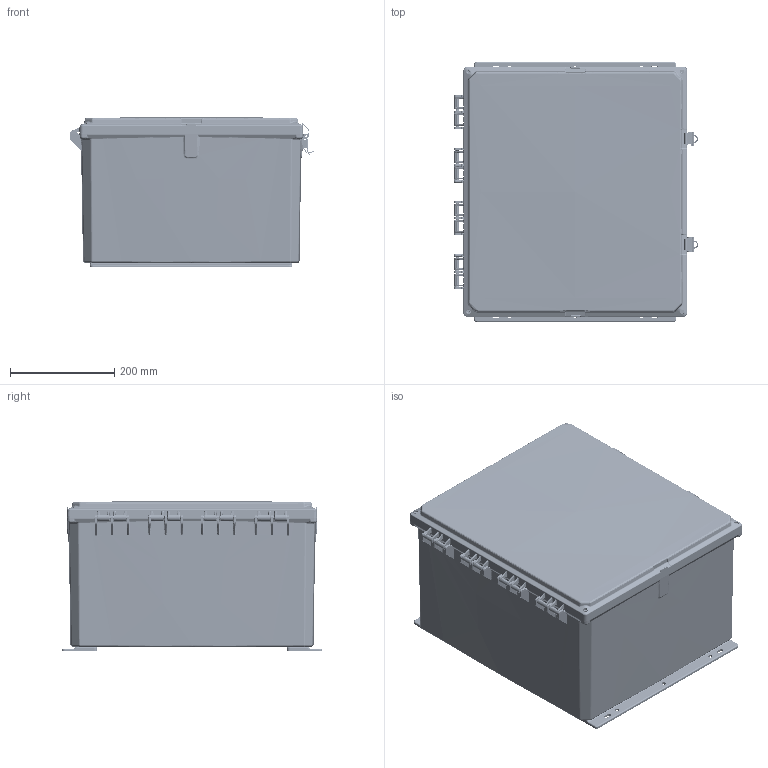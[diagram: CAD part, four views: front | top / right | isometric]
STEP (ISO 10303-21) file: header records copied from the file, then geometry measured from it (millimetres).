
FILE_DESCRIPTION (( 'STEP AP214' ), '1' );
FILE_NAME ('NBWPC181610-KIT01.step', '2020-05-27T15:21:58', ( '' ), ( '' ), 'SwSTEP 2.0', 'SolidWorks 2018', '' );
FILE_SCHEMA (( 'AUTOMOTIVE_DESIGN' ));
Length unit declared in the file: inch
Products named in the file (12): NBWPC181610; NBPC18-W-LID; NBPC181610_Latch; HGX-NPLATE09; NBPC181610_Box; XFS-0020_91735A827; NBPC181610_16IN-MNT-FLANGE; NBWPC181610_box assy; Integra-Bottom Insert; NBWPC181610-KIT01; Integra-Upper Insert; XFW-0002
Assembly tree (25 placements, depth 4):
  NBWPC181610-KIT01
    NBWPC181610
      NBWPC181610_box assy
        NBPC181610_Box
        Integra-Bottom Insert  x4
        Integra-Upper Insert  x4
      NBPC18-W-LID
      NBPC181610_Latch  x2
      NBPC181610_16IN-MNT-FLANGE  x2
    HGX-NPLATE09
    XFW-0002  x4
    XFS-0020_91735A827  x4
Bounding box: 469.2 x 500.38 x 290.07 mm (x, y, z)
Volume: 6343189.1 mm3; surface area: 2370569.5 mm2
Topology: 27 solids, 27 shells, 6584 faces, 16193 edges, 9231 vertices
Faces by surface type: cylinder 2483, bspline 2026, plane 1467, cone 584, torus 16, sphere 8
Entity records: 217532 total; most frequent: CARTESIAN_POINT 123210, ORIENTED_EDGE 21256, DIRECTION 13464, EDGE_CURVE 10628, VERTEX_POINT 6220, AXIS2_PLACEMENT_3D 4848, EDGE_LOOP 4656, FACE_OUTER_BOUND 4499
